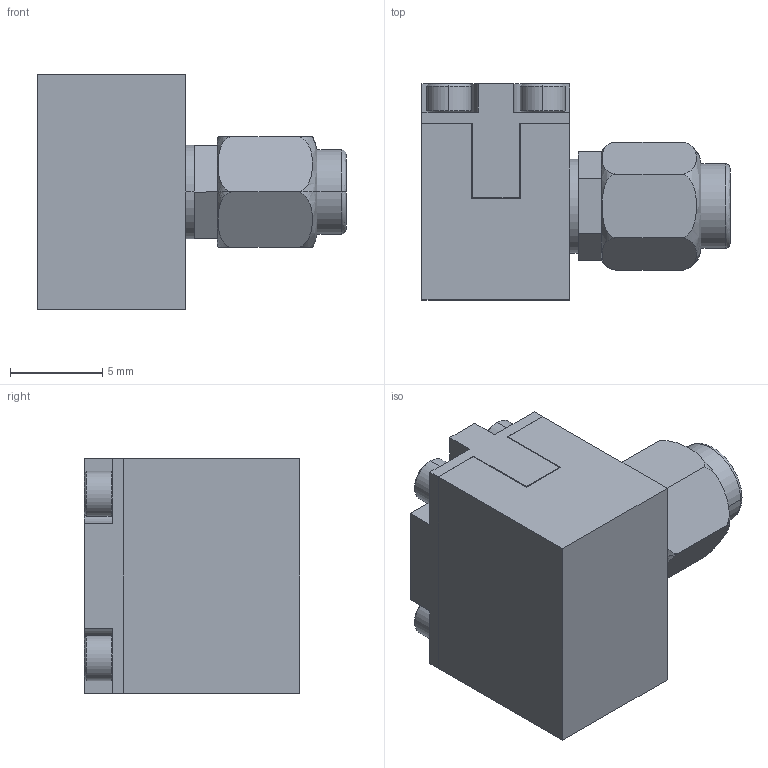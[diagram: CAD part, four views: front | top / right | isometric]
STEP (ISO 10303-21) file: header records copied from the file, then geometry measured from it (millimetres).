
FILE_DESCRIPTION (( 'STEP AP214' ), '1' );
FILE_NAME ('FMTR1123_3D.step', '2023-03-24T16:50:25', ( '' ), ( '' ), 'SwSTEP 2.0', 'SolidWorks 2022', '' );
FILE_SCHEMA (( 'AUTOMOTIVE_DESIGN' ));
Length unit declared in the file: inch
Products named in the file (1): FMTR1123_3D
Bounding box: 16.68 x 11.68 x 12.7 mm (x, y, z)
Volume: 1272.2 mm3; surface area: 1584.7 mm2
Topology: 7 solids, 7 shells, 202 faces, 442 edges, 264 vertices
Faces by surface type: plane 113, cone 42, cylinder 36, bspline 11
Entity records: 6250 total; most frequent: CARTESIAN_POINT 1746, DIRECTION 912, ORIENTED_EDGE 884, EDGE_CURVE 442, AXIS2_PLACEMENT_3D 326, VERTEX_POINT 264, LINE 260, VECTOR 260
